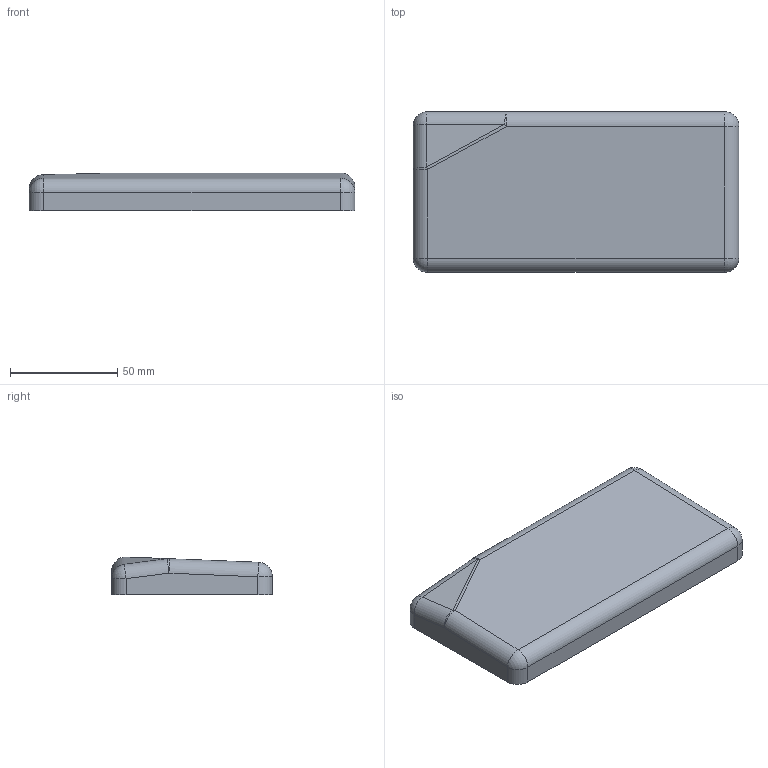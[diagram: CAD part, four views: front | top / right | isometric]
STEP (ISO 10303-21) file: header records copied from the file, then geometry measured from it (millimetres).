
FILE_DESCRIPTION(('FreeCAD Model'),'2;1');
FILE_NAME('Open CASCADE Shape Model','2024-03-23T01:43:52',(''),(''), 'Open CASCADE STEP processor 7.6','FreeCAD','Unknown');
FILE_SCHEMA(('AUTOMOTIVE_DESIGN { 1 0 10303 214 1 1 1 1 }'));
Length unit declared in the file: millimetre
Products named in the file (1): right
Bounding box: 152 x 75 x 17.72 mm (x, y, z)
Volume: 92196.3 mm3; surface area: 33543.7 mm2
Topology: 1 solids, 1 shells, 75 faces, 188 edges, 104 vertices
Faces by surface type: cylinder 34, plane 25, sphere 12, cone 4
Full cylindrical faces by diameter (mm): 2.5 x4
Entity records: 4546 total; most frequent: CARTESIAN_POINT 943, DIRECTION 713, LINE 408, VECTOR 408, ORIENTED_EDGE 344, PCURVE 344, DEFINITIONAL_REPRESENTATION 344, EDGE_CURVE 172
